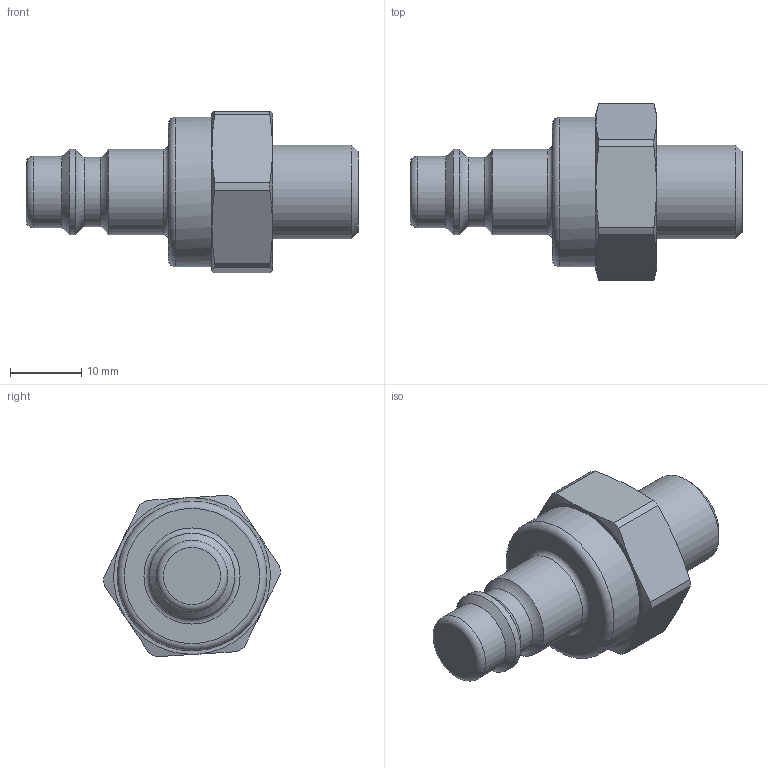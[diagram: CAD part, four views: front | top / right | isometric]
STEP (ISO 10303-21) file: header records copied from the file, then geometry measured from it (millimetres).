
FILE_DESCRIPTION((''),'2;1');
FILE_NAME('25sbaw13mpx.stp','2013-04-05T08:47:49',('IA176480'),(''),'Autodesk Inventor 2011','Autodesk Inventor 2011','');
FILE_SCHEMA(('AUTOMOTIVE_DESIGN { 1 0 10303 214 1 1 1 1 }'));
Length unit declared in the file: millimetre
Products named in the file (1): D105309
Bounding box: 46.6 x 24.8 x 22.67 mm (x, y, z)
Volume: 9185.1 mm3; surface area: 3035.2 mm2
Topology: 1 solids, 2 shells, 45 faces, 96 edges, 57 vertices
Faces by surface type: cone 15, cylinder 13, plane 12, torus 5
Full cylindrical faces by diameter (mm): 9.75 x1, 10 x1, 12 x2, 13.157 x1, 17.471 x1, 21 x1
Entity records: 1167 total; most frequent: CARTESIAN_POINT 228, DIRECTION 190, ORIENTED_EDGE 158, AXIS2_PLACEMENT_3D 89, EDGE_CURVE 79, EDGE_LOOP 64, VERTEX_POINT 55, FACE_OUTER_BOUND 45
